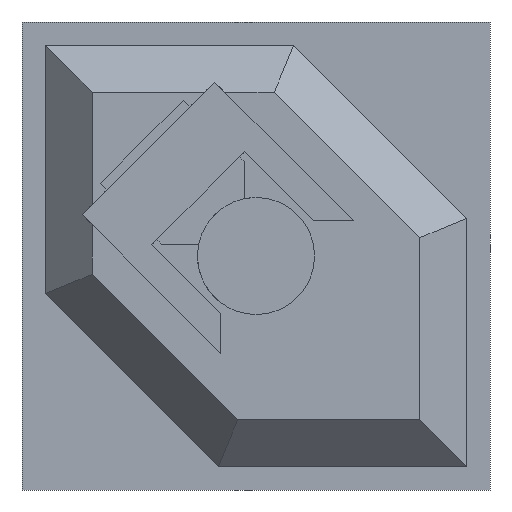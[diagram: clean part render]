
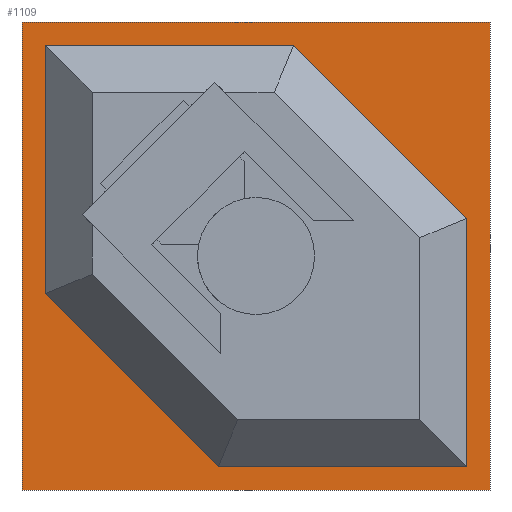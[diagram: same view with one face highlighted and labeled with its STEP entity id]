
A CAD part, front view. The second image highlights one B-rep face of the part: STEP entity #1109.
In plain terms, the highlighted planar face has unit normal (0, -1, 0).
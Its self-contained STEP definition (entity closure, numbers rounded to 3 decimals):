
#6 = ORIENTED_EDGE ( 'NONE', *, *, #63, .F. ) ;
#21 = AXIS2_PLACEMENT_3D ( 'NONE', #58, #1117, #355 ) ;
#37 = CARTESIAN_POINT ( 'NONE',  ( 1.607, 0., 9. ) ) ;
#40 = EDGE_LOOP ( 'NONE', ( #6, #504, #481, #137, #59, #206 ) ) ;
#45 = CARTESIAN_POINT ( 'NONE',  ( -10., 0., -10. ) ) ;
#56 = LINE ( 'NONE', #801, #991 ) ;
#58 = CARTESIAN_POINT ( 'NONE',  ( 0., 0., 0. ) ) ;
#59 = ORIENTED_EDGE ( 'NONE', *, *, #825, .F. ) ;
#60 = CARTESIAN_POINT ( 'NONE',  ( 10., 0., 10. ) ) ;
#63 = EDGE_CURVE ( 'NONE', #218, #806, #698, .T. ) ;
#103 = VECTOR ( 'NONE', #1154, 1000. ) ;
#116 = CARTESIAN_POINT ( 'NONE',  ( -9., 0., 9. ) ) ;
#119 = LINE ( 'NONE', #503, #266 ) ;
#124 = CARTESIAN_POINT ( 'NONE',  ( 10., 0., 10. ) ) ;
#130 = LINE ( 'NONE', #516, #1098 ) ;
#137 = ORIENTED_EDGE ( 'NONE', *, *, #1019, .F. ) ;
#138 = EDGE_CURVE ( 'NONE', #404, #582, #1230, .T. ) ;
#139 = CARTESIAN_POINT ( 'NONE',  ( 9., 0., 1.607 ) ) ;
#165 = VECTOR ( 'NONE', #428, 1000. ) ;
#167 = CARTESIAN_POINT ( 'NONE',  ( -10., 0., 10. ) ) ;
#181 = DIRECTION ( 'NONE',  ( 0., 0., 1. ) ) ;
#206 = ORIENTED_EDGE ( 'NONE', *, *, #647, .F. ) ;
#218 = VERTEX_POINT ( 'NONE', #857 ) ;
#266 = VECTOR ( 'NONE', #890, 1000. ) ;
#288 = EDGE_CURVE ( 'NONE', #1224, #1161, #56, .T. ) ;
#294 = CARTESIAN_POINT ( 'NONE',  ( -1.607, 0., -9. ) ) ;
#331 = DIRECTION ( 'NONE',  ( -0.707, 0., 0.707 ) ) ;
#341 = ORIENTED_EDGE ( 'NONE', *, *, #631, .F. ) ;
#342 = PLANE ( 'NONE',  #21 ) ;
#355 = DIRECTION ( 'NONE',  ( 0., 0., -1. ) ) ;
#362 = FACE_OUTER_BOUND ( 'NONE', #411, .T. ) ;
#378 = CARTESIAN_POINT ( 'NONE',  ( -9., 0., 9. ) ) ;
#404 = VERTEX_POINT ( 'NONE', #45 ) ;
#405 = CARTESIAN_POINT ( 'NONE',  ( -10., 0., -10. ) ) ;
#411 = EDGE_LOOP ( 'NONE', ( #528, #1086, #492, #341 ) ) ;
#428 = DIRECTION ( 'NONE',  ( -1., 0., 0. ) ) ;
#430 = DIRECTION ( 'NONE',  ( 1., 0., 0. ) ) ;
#481 = ORIENTED_EDGE ( 'NONE', *, *, #288, .F. ) ;
#492 = ORIENTED_EDGE ( 'NONE', *, *, #138, .F. ) ;
#503 = CARTESIAN_POINT ( 'NONE',  ( -1.607, 0., -9. ) ) ;
#504 = ORIENTED_EDGE ( 'NONE', *, *, #585, .F. ) ;
#511 = DIRECTION ( 'NONE',  ( 0., 0., -1. ) ) ;
#516 = CARTESIAN_POINT ( 'NONE',  ( -10., 0., 10. ) ) ;
#522 = CARTESIAN_POINT ( 'NONE',  ( 9., 0., 1.607 ) ) ;
#528 = ORIENTED_EDGE ( 'NONE', *, *, #1005, .F. ) ;
#582 = VERTEX_POINT ( 'NONE', #710 ) ;
#585 = EDGE_CURVE ( 'NONE', #1161, #218, #783, .T. ) ;
#590 = DIRECTION ( 'NONE',  ( -1., 0., 0. ) ) ;
#627 = DIRECTION ( 'NONE',  ( 0., 0., 1. ) ) ;
#631 = EDGE_CURVE ( 'NONE', #692, #404, #701, .T. ) ;
#647 = EDGE_CURVE ( 'NONE', #806, #963, #1189, .T. ) ;
#692 = VERTEX_POINT ( 'NONE', #722 ) ;
#698 = LINE ( 'NONE', #37, #165 ) ;
#701 = LINE ( 'NONE', #405, #1146 ) ;
#710 = CARTESIAN_POINT ( 'NONE',  ( -10., 0., 10. ) ) ;
#721 = VERTEX_POINT ( 'NONE', #60 ) ;
#722 = CARTESIAN_POINT ( 'NONE',  ( 10., 0., -10. ) ) ;
#753 = VECTOR ( 'NONE', #331, 1000. ) ;
#783 = LINE ( 'NONE', #139, #753 ) ;
#788 = VECTOR ( 'NONE', #511, 1000. ) ;
#789 = DIRECTION ( 'NONE',  ( 0., 0., -1. ) ) ;
#790 = VECTOR ( 'NONE', #181, 1000. ) ;
#791 = VECTOR ( 'NONE', #789, 1000. ) ;
#801 = CARTESIAN_POINT ( 'NONE',  ( 9., 0., -9. ) ) ;
#806 = VERTEX_POINT ( 'NONE', #378 ) ;
#825 = EDGE_CURVE ( 'NONE', #963, #836, #1075, .T. ) ;
#836 = VERTEX_POINT ( 'NONE', #294 ) ;
#849 = CARTESIAN_POINT ( 'NONE',  ( 9., 0., -9. ) ) ;
#857 = CARTESIAN_POINT ( 'NONE',  ( 1.607, 0., 9. ) ) ;
#890 = DIRECTION ( 'NONE',  ( 1., 0., 0. ) ) ;
#939 = FACE_BOUND ( 'NONE', #40, .T. ) ;
#962 = CARTESIAN_POINT ( 'NONE',  ( -9., 0., -1.607 ) ) ;
#963 = VERTEX_POINT ( 'NONE', #998 ) ;
#991 = VECTOR ( 'NONE', #627, 1000. ) ;
#998 = CARTESIAN_POINT ( 'NONE',  ( -9., 0., -1.607 ) ) ;
#1005 = EDGE_CURVE ( 'NONE', #721, #692, #1081, .T. ) ;
#1019 = EDGE_CURVE ( 'NONE', #836, #1224, #119, .T. ) ;
#1060 = EDGE_CURVE ( 'NONE', #582, #721, #130, .T. ) ;
#1075 = LINE ( 'NONE', #962, #103 ) ;
#1081 = LINE ( 'NONE', #124, #788 ) ;
#1086 = ORIENTED_EDGE ( 'NONE', *, *, #1060, .F. ) ;
#1098 = VECTOR ( 'NONE', #430, 1000. ) ;
#1109 = ADVANCED_FACE ( 'NONE', ( #939, #362 ), #342, .T. ) ;
#1117 = DIRECTION ( 'NONE',  ( 0., -1., 0. ) ) ;
#1146 = VECTOR ( 'NONE', #590, 1000. ) ;
#1154 = DIRECTION ( 'NONE',  ( 0.707, 0., -0.707 ) ) ;
#1161 = VERTEX_POINT ( 'NONE', #522 ) ;
#1189 = LINE ( 'NONE', #116, #791 ) ;
#1224 = VERTEX_POINT ( 'NONE', #849 ) ;
#1230 = LINE ( 'NONE', #167, #790 ) ;
